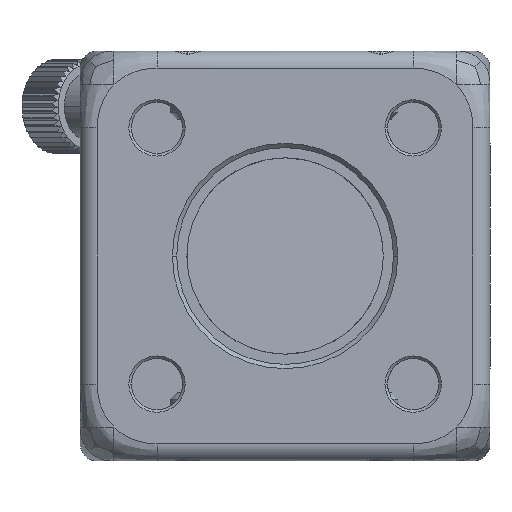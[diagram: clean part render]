
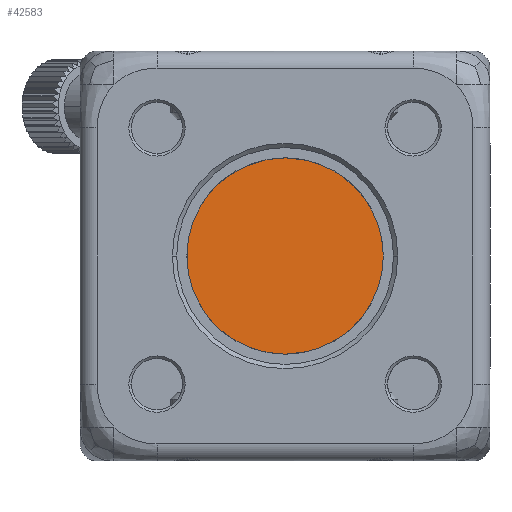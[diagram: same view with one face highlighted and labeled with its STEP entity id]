
A CAD part, left-side view. The second image highlights one B-rep face of the part: STEP entity #42583.
In plain terms, the highlighted planar face has unit normal (-0.707, -0.707, 0).
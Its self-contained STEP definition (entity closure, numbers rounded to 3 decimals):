
#539 = CARTESIAN_POINT ( 'NONE',  ( -12.841, 12.827, 11.15 ) ) ;
#956 = CARTESIAN_POINT ( 'NONE',  ( 12.827, -12.841, 36.85 ) ) ;
#4756 = EDGE_LOOP ( 'NONE', ( #45430, #19442, #26708, #56877 ) ) ;
#5510 = VERTEX_POINT ( 'NONE', #54300 ) ;
#8003 = DIRECTION ( 'NONE',  ( 0., 0., -1. ) ) ;
#9784 = EDGE_CURVE ( 'NONE', #56405, #11933, #24504, .T. ) ;
#10848 = DIRECTION ( 'NONE',  ( 0., 0., -1. ) ) ;
#11933 = VERTEX_POINT ( 'NONE', #53553 ) ;
#16642 = DIRECTION ( 'NONE',  ( 0., 0., 1. ) ) ;
#17899 = PLANE ( 'NONE',  #23812 ) ;
#17973 = VECTOR ( 'NONE', #10848, 1000. ) ;
#18088 = VECTOR ( 'NONE', #16642, 1000. ) ;
#19442 = ORIENTED_EDGE ( 'NONE', *, *, #9784, .T. ) ;
#20561 = DIRECTION ( 'NONE',  ( 0.707, -0.707, 0. ) ) ;
#23812 = AXIS2_PLACEMENT_3D ( 'NONE', #31774, #26100, #8003 ) ;
#24443 = CARTESIAN_POINT ( 'NONE',  ( -12.841, 12.827, 11.15 ) ) ;
#24504 = LINE ( 'NONE', #44035, #47300 ) ;
#26100 = DIRECTION ( 'NONE',  ( 0.707, 0.707, 0. ) ) ;
#26708 = ORIENTED_EDGE ( 'NONE', *, *, #41729, .T. ) ;
#30549 = CARTESIAN_POINT ( 'NONE',  ( -12.841, 12.827, 36.85 ) ) ;
#31774 = CARTESIAN_POINT ( 'NONE',  ( -0.007, -0.007, 24. ) ) ;
#34229 = EDGE_CURVE ( 'NONE', #5510, #37790, #47350, .T. ) ;
#37790 = VERTEX_POINT ( 'NONE', #30549 ) ;
#38578 = LINE ( 'NONE', #24443, #17973 ) ;
#38995 = VECTOR ( 'NONE', #56700, 1000. ) ;
#39590 = EDGE_CURVE ( 'NONE', #37790, #56405, #38578, .T. ) ;
#40222 = FACE_OUTER_BOUND ( 'NONE', #4756, .T. ) ;
#41729 = EDGE_CURVE ( 'NONE', #11933, #5510, #54022, .T. ) ;
#42583 = ADVANCED_FACE ( 'NONE', ( #40222 ), #17899, .F. ) ;
#44035 = CARTESIAN_POINT ( 'NONE',  ( -12.841, 12.827, 11.15 ) ) ;
#45430 = ORIENTED_EDGE ( 'NONE', *, *, #39590, .T. ) ;
#47300 = VECTOR ( 'NONE', #20561, 1000. ) ;
#47350 = LINE ( 'NONE', #956, #38995 ) ;
#53553 = CARTESIAN_POINT ( 'NONE',  ( 12.827, -12.841, 11.15 ) ) ;
#54022 = LINE ( 'NONE', #57952, #18088 ) ;
#54300 = CARTESIAN_POINT ( 'NONE',  ( 12.827, -12.841, 36.85 ) ) ;
#56405 = VERTEX_POINT ( 'NONE', #539 ) ;
#56700 = DIRECTION ( 'NONE',  ( -0.707, 0.707, 0. ) ) ;
#56877 = ORIENTED_EDGE ( 'NONE', *, *, #34229, .T. ) ;
#57952 = CARTESIAN_POINT ( 'NONE',  ( 12.827, -12.841, 11.15 ) ) ;
